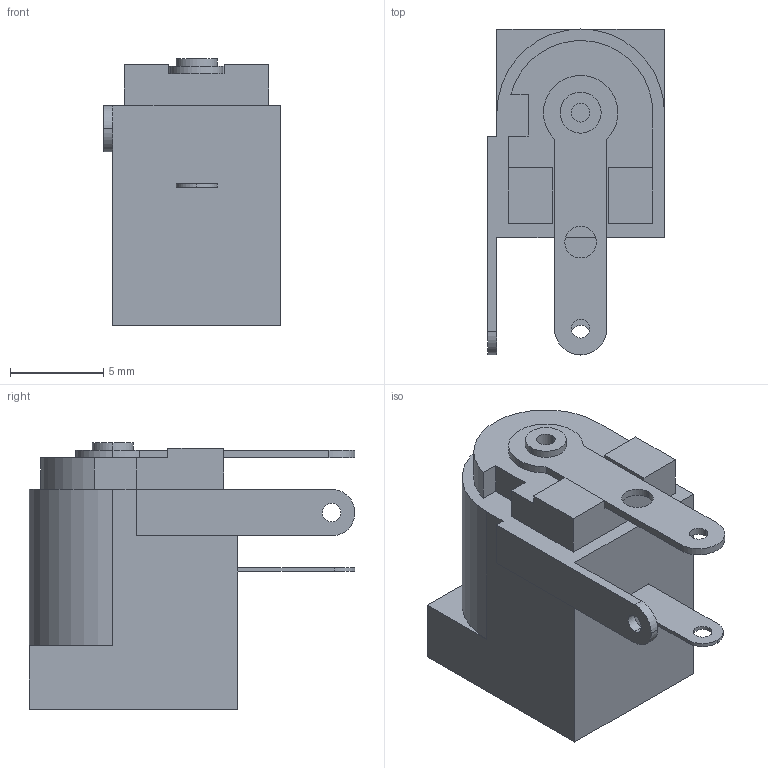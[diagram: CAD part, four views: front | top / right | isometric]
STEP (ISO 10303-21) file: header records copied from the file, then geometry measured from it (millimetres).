
FILE_DESCRIPTION (( 'STEP AP214' ), '1' );
FILE_NAME ('072760-3d.STEP', '2019-10-01T08:18:47', ( '' ), ( '' ), 'SwSTEP 2.0', 'SolidWorks 2014', '' );
FILE_SCHEMA (( 'AUTOMOTIVE_DESIGN' ));
Length unit declared in the file: millimetre
Products named in the file (1): 072760-3d
Bounding box: 9.5 x 17.5 x 14.3 mm (x, y, z)
Volume: 1096.7 mm3; surface area: 1002.6 mm2
Topology: 1 solids, 1 shells, 64 faces, 167 edges, 109 vertices
Faces by surface type: plane 36, cylinder 26, sphere 2
Entity records: 1992 total; most frequent: DIRECTION 348, CARTESIAN_POINT 335, ORIENTED_EDGE 326, EDGE_CURVE 163, AXIS2_PLACEMENT_3D 120, VECTOR 108, LINE 108, VERTEX_POINT 107
